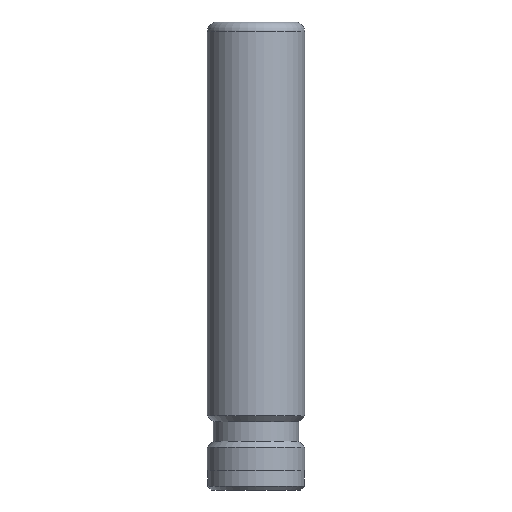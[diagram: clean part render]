
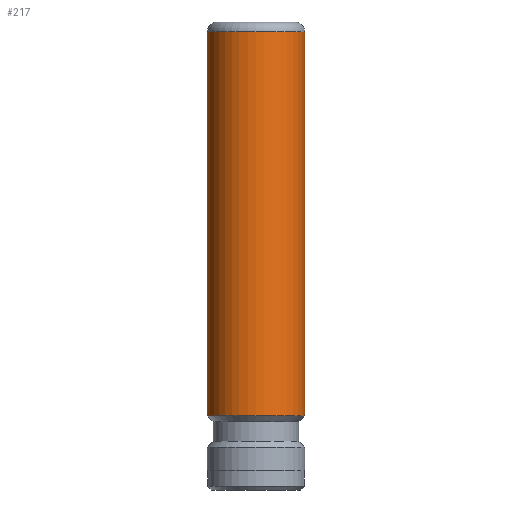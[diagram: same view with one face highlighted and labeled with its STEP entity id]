
A CAD part, front view. The second image highlights one B-rep face of the part: STEP entity #217.
In plain terms, the highlighted cylindrical face has radius 12.5 mm (diameter 25 mm), a partial arc.
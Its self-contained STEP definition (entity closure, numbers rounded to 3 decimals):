
#7 = DIRECTION ( 'NONE',  ( 0., 0., -1. ) ) ;
#11 = CYLINDRICAL_SURFACE ( 'NONE', #688, 12.5 ) ;
#30 = CIRCLE ( 'NONE', #357, 12.5 ) ;
#33 = EDGE_CURVE ( 'NONE', #98, #534, #565, .T. ) ;
#51 = ORIENTED_EDGE ( 'NONE', *, *, #640, .F. ) ;
#65 = FACE_OUTER_BOUND ( 'NONE', #425, .T. ) ;
#69 = DIRECTION ( 'NONE',  ( 1., 0., 0. ) ) ;
#98 = VERTEX_POINT ( 'NONE', #689 ) ;
#99 = LINE ( 'NONE', #498, #161 ) ;
#124 = CARTESIAN_POINT ( 'NONE',  ( -12.5, 0., 19. ) ) ;
#155 = EDGE_CURVE ( 'NONE', #667, #437, #99, .T. ) ;
#161 = VECTOR ( 'NONE', #618, 1000. ) ;
#217 = ADVANCED_FACE ( 'NONE', ( #65 ), #11, .T. ) ;
#226 = CARTESIAN_POINT ( 'NONE',  ( 12.5, 0., 19. ) ) ;
#239 = CARTESIAN_POINT ( 'NONE',  ( 0., 0., 19. ) ) ;
#242 = CARTESIAN_POINT ( 'NONE',  ( -12.5, 0., 117.5 ) ) ;
#245 = CARTESIAN_POINT ( 'NONE',  ( 0., 0., 117.5 ) ) ;
#265 = CARTESIAN_POINT ( 'NONE',  ( 12.5, 0., 120. ) ) ;
#305 = ORIENTED_EDGE ( 'NONE', *, *, #370, .T. ) ;
#357 = AXIS2_PLACEMENT_3D ( 'NONE', #239, #7, #530 ) ;
#369 = DIRECTION ( 'NONE',  ( 0., 0., -1. ) ) ;
#370 = EDGE_CURVE ( 'NONE', #98, #667, #399, .T. ) ;
#379 = VECTOR ( 'NONE', #615, 1000. ) ;
#399 = CIRCLE ( 'NONE', #676, 12.5 ) ;
#421 = ORIENTED_EDGE ( 'NONE', *, *, #33, .F. ) ;
#425 = EDGE_LOOP ( 'NONE', ( #421, #305, #439, #51 ) ) ;
#437 = VERTEX_POINT ( 'NONE', #124 ) ;
#439 = ORIENTED_EDGE ( 'NONE', *, *, #155, .T. ) ;
#461 = DIRECTION ( 'NONE',  ( -1., 0., 0. ) ) ;
#498 = CARTESIAN_POINT ( 'NONE',  ( -12.5, 0., 120. ) ) ;
#530 = DIRECTION ( 'NONE',  ( -1., 0., 0. ) ) ;
#534 = VERTEX_POINT ( 'NONE', #226 ) ;
#565 = LINE ( 'NONE', #265, #379 ) ;
#615 = DIRECTION ( 'NONE',  ( 0., 0., -1. ) ) ;
#618 = DIRECTION ( 'NONE',  ( 0., 0., -1. ) ) ;
#640 = EDGE_CURVE ( 'NONE', #534, #437, #30, .T. ) ;
#667 = VERTEX_POINT ( 'NONE', #242 ) ;
#676 = AXIS2_PLACEMENT_3D ( 'NONE', #245, #369, #69 ) ;
#681 = DIRECTION ( 'NONE',  ( 0., 0., -1. ) ) ;
#688 = AXIS2_PLACEMENT_3D ( 'NONE', #753, #681, #461 ) ;
#689 = CARTESIAN_POINT ( 'NONE',  ( 12.5, 0., 117.5 ) ) ;
#753 = CARTESIAN_POINT ( 'NONE',  ( 0., 0., 120. ) ) ;
